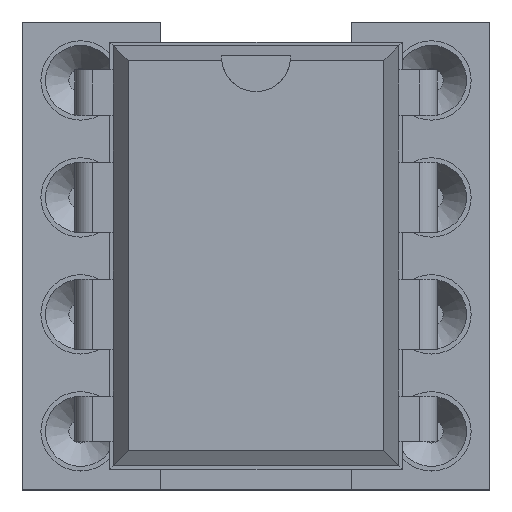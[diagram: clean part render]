
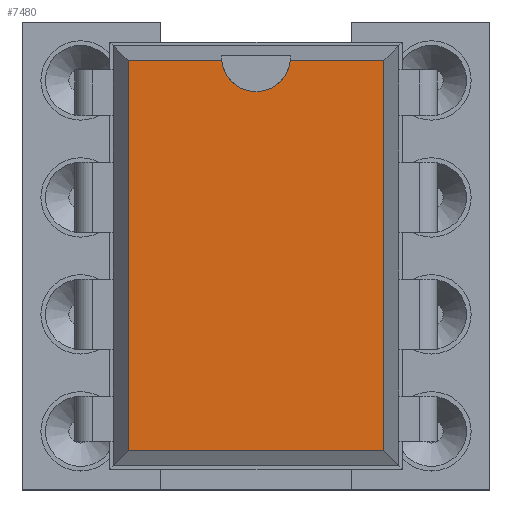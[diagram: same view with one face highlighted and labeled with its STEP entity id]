
A CAD part, top view. The second image highlights one B-rep face of the part: STEP entity #7480.
In plain terms, the highlighted planar face has unit normal (0, 0, 1).
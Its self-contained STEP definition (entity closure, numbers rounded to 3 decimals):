
#5568 = VERTEX_POINT('',#5569);
#5569 = CARTESIAN_POINT('',(6.586,0.426,3.68));
#5574 = EDGE_CURVE('',#5575,#5568,#5577,.T.);
#5575 = VERTEX_POINT('',#5576);
#5576 = CARTESIAN_POINT('',(6.586,-8.046,3.68));
#5577 = LINE('',#5578,#5579);
#5578 = CARTESIAN_POINT('',(6.586,-8.046,3.68));
#5579 = VECTOR('',#5580,1.);
#5580 = DIRECTION('',(0.,1.,0.));
#6334 = VERTEX_POINT('',#6335);
#6335 = CARTESIAN_POINT('',(1.034,0.426,3.68));
#6340 = EDGE_CURVE('',#6341,#6334,#6343,.T.);
#6341 = VERTEX_POINT('',#6342);
#6342 = CARTESIAN_POINT('',(3.064,0.426,3.68));
#6343 = LINE('',#6344,#6345);
#6344 = CARTESIAN_POINT('',(6.586,0.426,3.68));
#6345 = VECTOR('',#6346,1.);
#6346 = DIRECTION('',(-1.,0.,0.));
#6561 = VERTEX_POINT('',#6562);
#6562 = CARTESIAN_POINT('',(4.556,0.426,3.68));
#6666 = EDGE_CURVE('',#5568,#6561,#6667,.T.);
#6667 = LINE('',#6668,#6669);
#6668 = CARTESIAN_POINT('',(6.586,0.426,3.68));
#6669 = VECTOR('',#6670,1.);
#6670 = DIRECTION('',(-1.,0.,0.));
#6710 = VERTEX_POINT('',#6711);
#6711 = CARTESIAN_POINT('',(1.034,-8.046,3.68));
#6716 = EDGE_CURVE('',#6334,#6710,#6717,.T.);
#6717 = LINE('',#6718,#6719);
#6718 = CARTESIAN_POINT('',(1.034,0.426,3.68));
#6719 = VECTOR('',#6720,1.);
#6720 = DIRECTION('',(0.,-1.,0.));
#7469 = EDGE_CURVE('',#6710,#5575,#7470,.T.);
#7470 = LINE('',#7471,#7472);
#7471 = CARTESIAN_POINT('',(1.034,-8.046,3.68));
#7472 = VECTOR('',#7473,1.);
#7473 = DIRECTION('',(1.,0.,0.));
#7480 = ADVANCED_FACE('',(#7481),#7504,.F.);
#7481 = FACE_BOUND('',#7482,.F.);
#7482 = EDGE_LOOP('',(#7483,#7484,#7485,#7486,#7487,#7496,#7503));
#7483 = ORIENTED_EDGE('',*,*,#5574,.F.);
#7484 = ORIENTED_EDGE('',*,*,#7469,.F.);
#7485 = ORIENTED_EDGE('',*,*,#6716,.F.);
#7486 = ORIENTED_EDGE('',*,*,#6340,.F.);
#7487 = ORIENTED_EDGE('',*,*,#7488,.F.);
#7488 = EDGE_CURVE('',#7489,#6341,#7491,.T.);
#7489 = VERTEX_POINT('',#7490);
#7490 = CARTESIAN_POINT('',(3.81,-0.249,3.68));
#7491 = CIRCLE('',#7492,0.75);
#7492 = AXIS2_PLACEMENT_3D('',#7493,#7494,#7495);
#7493 = CARTESIAN_POINT('',(3.81,0.501,3.68));
#7494 = DIRECTION('',(0.,-0.,-1.));
#7495 = DIRECTION('',(0.,-1.,0.));
#7496 = ORIENTED_EDGE('',*,*,#7497,.F.);
#7497 = EDGE_CURVE('',#6561,#7489,#7498,.T.);
#7498 = CIRCLE('',#7499,0.75);
#7499 = AXIS2_PLACEMENT_3D('',#7500,#7501,#7502);
#7500 = CARTESIAN_POINT('',(3.81,0.501,3.68));
#7501 = DIRECTION('',(0.,-0.,-1.));
#7502 = DIRECTION('',(0.,-1.,0.));
#7503 = ORIENTED_EDGE('',*,*,#6666,.F.);
#7504 = PLANE('',#7505);
#7505 = AXIS2_PLACEMENT_3D('',#7506,#7507,#7508);
#7506 = CARTESIAN_POINT('',(6.586,-8.046,3.68));
#7507 = DIRECTION('',(-0.,0.,-1.));
#7508 = DIRECTION('',(-0.548,0.836,0.));
